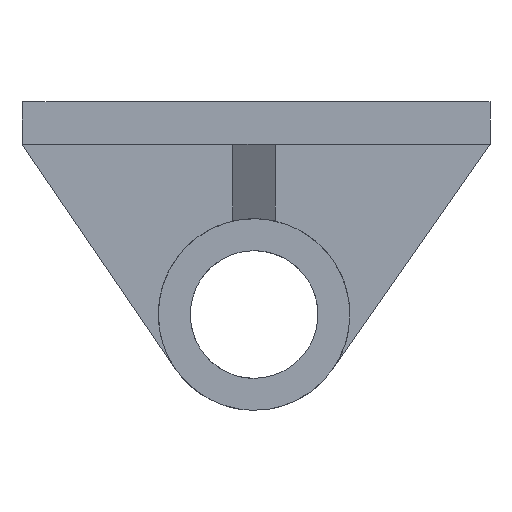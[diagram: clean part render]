
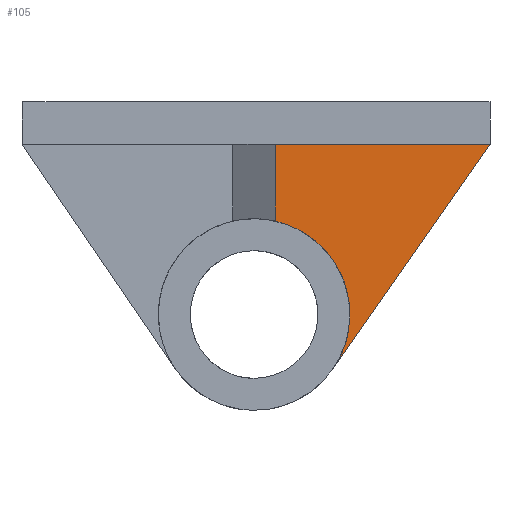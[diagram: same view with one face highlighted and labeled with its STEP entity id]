
A CAD part, front view. The second image highlights one B-rep face of the part: STEP entity #105.
In plain terms, the highlighted free-form (B-spline) face has degree [1, 1] with [2, 2] control points.
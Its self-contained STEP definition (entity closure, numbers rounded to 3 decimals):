
#1 = CARTESIAN_POINT ( 'NONE',  ( 11.781, 61.798, -36.531 ) ) ;
#8 = B_SPLINE_CURVE_WITH_KNOTS ( 'NONE', 3,
 ( #689, #1, #400, #184, #486, #84, #881, #287, #1090, #811, #1202, #326, #310, #713, #725, #214, #516, #624, #831, #23, #415, #318, #138, #1015, #525, #921, #420, #821, #1023, #331, #732, #635, #1029, #39 ),
 .UNSPECIFIED., .F., .F.,
 ( 4, 2, 2, 2, 2, 2, 2, 2, 2, 2, 2, 2, 2, 2, 2, 2, 4 ),
 ( 0., 0.122, 0.243, 0.365, 0.486, 0.608, 0.73, 0.851, 0.973, 1.094, 1.216, 1.338, 1.459, 1.581, 1.702, 1.824, 1.946 ),
 .UNSPECIFIED. ) ;
#23 = CARTESIAN_POINT ( 'NONE',  ( 44.032, 61.798, -70.538 ) ) ;
#30 = CARTESIAN_POINT ( 'NONE',  ( 10., 61.798, 0. ) ) ;
#39 = CARTESIAN_POINT ( 'NONE',  ( 37.165, 61.798, -105.372 ) ) ;
#40 = CARTESIAN_POINT ( 'NONE',  ( 37.165, 61.798, -105.372 ) ) ;
#63 = B_SPLINE_CURVE_WITH_KNOTS ( 'NONE', 1,
 ( #636, #139 ),
 .UNSPECIFIED., .F., .F.,
 ( 2, 2 ),
 ( 0., 1. ),
 .UNSPECIFIED. ) ;
#84 = CARTESIAN_POINT ( 'NONE',  ( 21.902, 61.798, -40.647 ) ) ;
#97 = VERTEX_POINT ( 'NONE', #30 ) ;
#105 = ADVANCED_FACE ( 'NONE', ( #1035 ), #729, .F. ) ;
#115 = EDGE_CURVE ( 'NONE', #1160, #97, #63, .T. ) ;
#138 = CARTESIAN_POINT ( 'NONE',  ( 44.982, 61.798, -77.767 ) ) ;
#139 = CARTESIAN_POINT ( 'NONE',  ( 10., 61.798, 0. ) ) ;
#140 = VERTEX_POINT ( 'NONE', #40 ) ;
#145 = CARTESIAN_POINT ( 'NONE',  ( 111.505, 61.798, 0. ) ) ;
#164 = B_SPLINE_CURVE_WITH_KNOTS ( 'NONE', 1,
 ( #1170, #498 ),
 .UNSPECIFIED., .F., .F.,
 ( 2, 2 ),
 ( 0., 1. ),
 .UNSPECIFIED. ) ;
#184 = CARTESIAN_POINT ( 'NONE',  ( 16.967, 61.798, -38.281 ) ) ;
#214 = CARTESIAN_POINT ( 'NONE',  ( 40.457, 61.798, -60.212 ) ) ;
#251 = EDGE_LOOP ( 'NONE', ( #292, #1233, #1032, #389 ) ) ;
#287 = CARTESIAN_POINT ( 'NONE',  ( 26.514, 61.798, -43.595 ) ) ;
#292 = ORIENTED_EDGE ( 'NONE', *, *, #115, .F. ) ;
#310 = CARTESIAN_POINT ( 'NONE',  ( 35.644, 61.798, -52.472 ) ) ;
#318 = CARTESIAN_POINT ( 'NONE',  ( 44.854, 61.798, -75.949 ) ) ;
#326 = CARTESIAN_POINT ( 'NONE',  ( 34.501, 61.798, -51.052 ) ) ;
#331 = CARTESIAN_POINT ( 'NONE',  ( 41.546, 61.798, -97.387 ) ) ;
#358 = CARTESIAN_POINT ( 'NONE',  ( 110.9, 61.798, 0. ) ) ;
#389 = ORIENTED_EDGE ( 'NONE', *, *, #870, .T. ) ;
#400 = CARTESIAN_POINT ( 'NONE',  ( 13.53, 61.798, -37.043 ) ) ;
#415 = CARTESIAN_POINT ( 'NONE',  ( 44.379, 61.798, -72.327 ) ) ;
#420 = CARTESIAN_POINT ( 'NONE',  ( 44.195, 61.798, -88.666 ) ) ;
#422 = CARTESIAN_POINT ( 'NONE',  ( 10., 61.798, -106.004 ) ) ;
#437 = CARTESIAN_POINT ( 'NONE',  ( 10., 61.798, 0. ) ) ;
#486 = CARTESIAN_POINT ( 'NONE',  ( 18.641, 61.798, -39.002 ) ) ;
#498 = CARTESIAN_POINT ( 'NONE',  ( 10., 61.798, 0. ) ) ;
#516 = CARTESIAN_POINT ( 'NONE',  ( 41.225, 61.798, -61.866 ) ) ;
#525 = CARTESIAN_POINT ( 'NONE',  ( 44.92, 61.798, -83.24 ) ) ;
#624 = CARTESIAN_POINT ( 'NONE',  ( 42.559, 61.798, -65.266 ) ) ;
#635 = CARTESIAN_POINT ( 'NONE',  ( 39.13, 61.798, -102.298 ) ) ;
#636 = CARTESIAN_POINT ( 'NONE',  ( 10., 61.798, -36.125 ) ) ;
#689 = CARTESIAN_POINT ( 'NONE',  ( 10., 61.798, -36.125 ) ) ;
#713 = CARTESIAN_POINT ( 'NONE',  ( 37.758, 61.798, -55.451 ) ) ;
#725 = CARTESIAN_POINT ( 'NONE',  ( 38.721, 61.798, -56.999 ) ) ;
#729 = B_SPLINE_SURFACE_WITH_KNOTS ( 'NONE', 1, 1, ( 
 ( #422, #822 ),
 ( #437, #145 ) ),
 .UNSPECIFIED., .F., .F., .F.,
 ( 2, 2 ),
 ( 2, 2 ),
 ( 0., 1. ),
 ( 0., 1. ),
 .UNSPECIFIED. ) ;
#732 = CARTESIAN_POINT ( 'NONE',  ( 40.808, 61.798, -99.054 ) ) ;
#811 = CARTESIAN_POINT ( 'NONE',  ( 30.735, 61.798, -47.08 ) ) ;
#821 = CARTESIAN_POINT ( 'NONE',  ( 43.348, 61.798, -92.219 ) ) ;
#822 = CARTESIAN_POINT ( 'NONE',  ( 111.505, 61.798, -106.004 ) ) ;
#831 = CARTESIAN_POINT ( 'NONE',  ( 43.12, 61.798, -67. ) ) ;
#870 = EDGE_CURVE ( 'NONE', #894, #97, #164, .T. ) ;
#881 = CARTESIAN_POINT ( 'NONE',  ( 23.477, 61.798, -41.566 ) ) ;
#886 = CARTESIAN_POINT ( 'NONE',  ( 10., 61.798, -36.125 ) ) ;
#894 = VERTEX_POINT ( 'NONE', #979 ) ;
#903 = EDGE_CURVE ( 'NONE', #1160, #140, #8, .T. ) ;
#921 = CARTESIAN_POINT ( 'NONE',  ( 44.51, 61.798, -86.87 ) ) ;
#935 = EDGE_CURVE ( 'NONE', #894, #140, #974, .T. ) ;
#974 = B_SPLINE_CURVE_WITH_KNOTS ( 'NONE', 1,
 ( #358, #1250 ),
 .UNSPECIFIED., .F., .F.,
 ( 2, 2 ),
 ( 0., 1. ),
 .UNSPECIFIED. ) ;
#979 = CARTESIAN_POINT ( 'NONE',  ( 110.9, 61.798, 0. ) ) ;
#1015 = CARTESIAN_POINT ( 'NONE',  ( 45.015, 61.798, -81.42 ) ) ;
#1023 = CARTESIAN_POINT ( 'NONE',  ( 42.818, 61.798, -93.963 ) ) ;
#1029 = CARTESIAN_POINT ( 'NONE',  ( 38.195, 61.798, -103.863 ) ) ;
#1032 = ORIENTED_EDGE ( 'NONE', *, *, #935, .F. ) ;
#1035 = FACE_OUTER_BOUND ( 'NONE', #251, .T. ) ;
#1090 = CARTESIAN_POINT ( 'NONE',  ( 27.966, 61.798, -44.698 ) ) ;
#1160 = VERTEX_POINT ( 'NONE', #886 ) ;
#1170 = CARTESIAN_POINT ( 'NONE',  ( 110.9, 61.798, 0. ) ) ;
#1202 = CARTESIAN_POINT ( 'NONE',  ( 32.042, 61.798, -48.351 ) ) ;
#1233 = ORIENTED_EDGE ( 'NONE', *, *, #903, .T. ) ;
#1250 = CARTESIAN_POINT ( 'NONE',  ( 37.165, 61.798, -105.372 ) ) ;
